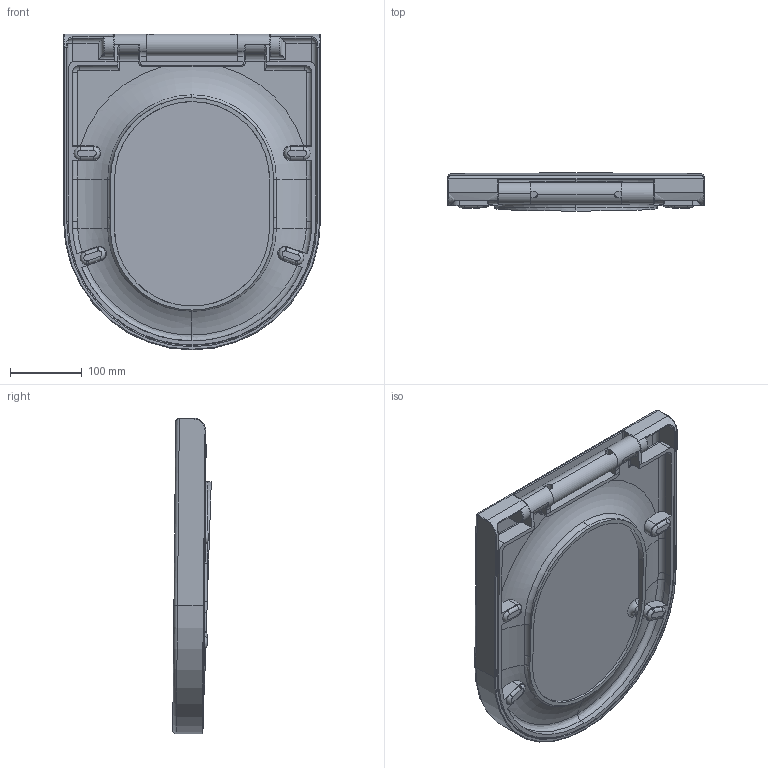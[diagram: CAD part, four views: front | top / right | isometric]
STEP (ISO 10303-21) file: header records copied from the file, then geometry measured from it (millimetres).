
FILE_DESCRIPTION (( 'STEP AP214' ), '1' );
FILE_NAME ('50073_v10818.STEP', '2020-06-30T08:26:47', ( '' ), ( '' ), 'SwSTEP 2.0', 'SolidWorks 2019', '' );
FILE_SCHEMA (( 'AUTOMOTIVE_DESIGN' ));
Length unit declared in the file: millimetre
Products named in the file (4): 50073_hinge; 50073_v10818; 50073_Lid; 50073_Seat
Assembly tree (3 placements, depth 2):
  50073_v10818
    50073_Seat
    50073_Lid
    50073_hinge
Bounding box: 358 x 53.7 x 440.33 mm (x, y, z)
Volume: 1823655 mm3; surface area: 616028.9 mm2
Topology: 3 solids, 3 shells, 307 faces, 763 edges, 461 vertices
Faces by surface type: cylinder 125, plane 84, torus 58, bspline 36, sphere 4
Entity records: 11749 total; most frequent: CARTESIAN_POINT 4593, ORIENTED_EDGE 1498, DIRECTION 1485, EDGE_CURVE 749, AXIS2_PLACEMENT_3D 594, VERTEX_POINT 457, EDGE_LOOP 322, CIRCLE 317
